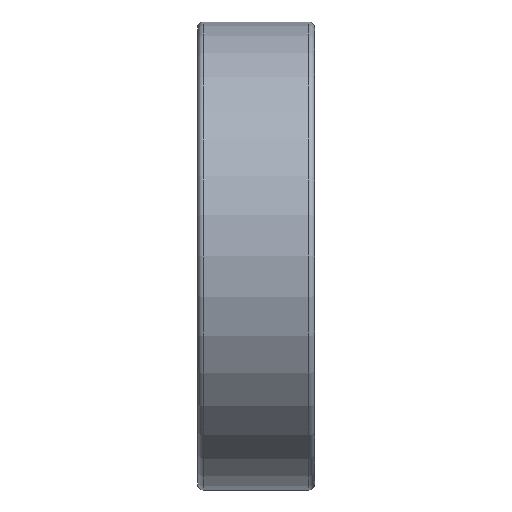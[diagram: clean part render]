
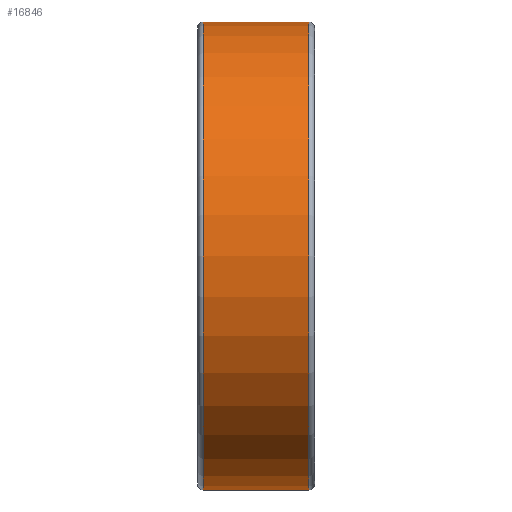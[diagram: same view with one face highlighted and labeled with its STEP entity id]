
A CAD part, front view. The second image highlights one B-rep face of the part: STEP entity #16846.
In plain terms, the highlighted cylindrical face has radius 200 mm (diameter 400 mm), a partial arc.
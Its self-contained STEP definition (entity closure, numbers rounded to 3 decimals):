
#386 = EDGE_LOOP ( 'NONE', ( #13802, #18216, #21700, #22021 ) ) ;
#1482 = CARTESIAN_POINT ( 'NONE',  ( 0., 0., -200. ) ) ;
#3110 = CARTESIAN_POINT ( 'NONE',  ( 45., 0., 200. ) ) ;
#3513 = VECTOR ( 'NONE', #13878, 1000. ) ;
#3515 = FACE_OUTER_BOUND ( 'NONE', #386, .T. ) ;
#3687 = CARTESIAN_POINT ( 'NONE',  ( 45., 0., 0. ) ) ;
#4000 = EDGE_CURVE ( 'NONE', #16696, #12939, #6690, .T. ) ;
#5642 = CARTESIAN_POINT ( 'NONE',  ( 45., 0., -200. ) ) ;
#5656 = CARTESIAN_POINT ( 'NONE',  ( 0., 0., 0. ) ) ;
#5958 = CARTESIAN_POINT ( 'NONE',  ( -45., 0., 200. ) ) ;
#6690 = LINE ( 'NONE', #1482, #3513 ) ;
#7381 = DIRECTION ( 'NONE',  ( 1., 0., 0. ) ) ;
#7426 = EDGE_CURVE ( 'NONE', #18941, #16696, #19604, .T. ) ;
#7528 = DIRECTION ( 'NONE',  ( 1., 0., 0. ) ) ;
#7996 = AXIS2_PLACEMENT_3D ( 'NONE', #13114, #7381, #22033 ) ;
#9153 = DIRECTION ( 'NONE',  ( 0., 0., -1. ) ) ;
#10267 = VERTEX_POINT ( 'NONE', #3110 ) ;
#11208 = EDGE_CURVE ( 'NONE', #12939, #10267, #13498, .T. ) ;
#11394 = DIRECTION ( 'NONE',  ( 1., 0., 0. ) ) ;
#11623 = CARTESIAN_POINT ( 'NONE',  ( 0., 0., 200. ) ) ;
#12830 = DIRECTION ( 'NONE',  ( 0., 0., -1. ) ) ;
#12939 = VERTEX_POINT ( 'NONE', #5642 ) ;
#13114 = CARTESIAN_POINT ( 'NONE',  ( -45., 0., 0. ) ) ;
#13498 = CIRCLE ( 'NONE', #18344, 200. ) ;
#13802 = ORIENTED_EDGE ( 'NONE', *, *, #17866, .F. ) ;
#13878 = DIRECTION ( 'NONE',  ( 1., 0., 0. ) ) ;
#16696 = VERTEX_POINT ( 'NONE', #19548 ) ;
#16846 = ADVANCED_FACE ( 'NONE', ( #3515 ), #21748, .T. ) ;
#17866 = EDGE_CURVE ( 'NONE', #18941, #10267, #18660, .T. ) ;
#18032 = DIRECTION ( 'NONE',  ( -1., 0., 0. ) ) ;
#18216 = ORIENTED_EDGE ( 'NONE', *, *, #7426, .T. ) ;
#18344 = AXIS2_PLACEMENT_3D ( 'NONE', #3687, #18032, #9153 ) ;
#18660 = LINE ( 'NONE', #11623, #22650 ) ;
#18941 = VERTEX_POINT ( 'NONE', #5958 ) ;
#19548 = CARTESIAN_POINT ( 'NONE',  ( -45., 0., -200. ) ) ;
#19604 = CIRCLE ( 'NONE', #7996, 200. ) ;
#21700 = ORIENTED_EDGE ( 'NONE', *, *, #4000, .T. ) ;
#21748 = CYLINDRICAL_SURFACE ( 'NONE', #22963, 200. ) ;
#22021 = ORIENTED_EDGE ( 'NONE', *, *, #11208, .T. ) ;
#22033 = DIRECTION ( 'NONE',  ( 0., 0., 1. ) ) ;
#22650 = VECTOR ( 'NONE', #11394, 1000. ) ;
#22963 = AXIS2_PLACEMENT_3D ( 'NONE', #5656, #7528, #12830 ) ;
